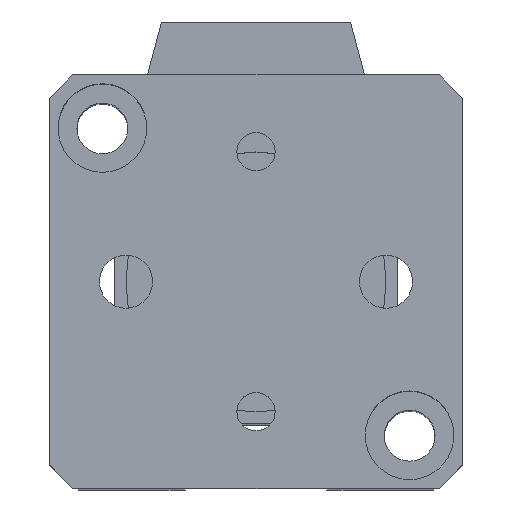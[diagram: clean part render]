
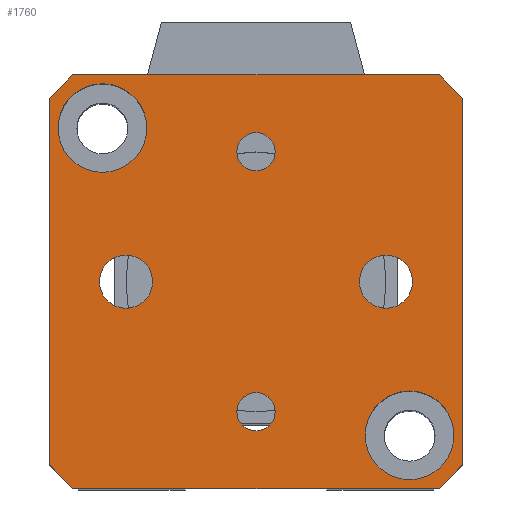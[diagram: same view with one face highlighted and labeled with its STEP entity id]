
A CAD part, top view. The second image highlights one B-rep face of the part: STEP entity #1760.
In plain terms, the highlighted planar face has unit normal (0, 0, 1).
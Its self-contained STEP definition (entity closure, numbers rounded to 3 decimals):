
#153=LINE('',#2889,#293);
#155=LINE('',#2893,#295);
#157=LINE('',#2897,#297);
#159=LINE('',#2901,#299);
#161=LINE('',#2905,#301);
#163=LINE('',#2909,#303);
#165=LINE('',#2913,#305);
#167=LINE('',#2916,#307);
#293=VECTOR('',#2390,31.);
#295=VECTOR('',#2394,2.828);
#297=VECTOR('',#2398,31.);
#299=VECTOR('',#2402,2.828);
#301=VECTOR('',#2406,31.);
#303=VECTOR('',#2410,2.828);
#305=VECTOR('',#2414,31.);
#307=VECTOR('',#2418,2.828);
#380=PLANE('',#1938);
#467=FACE_BOUND('',#735,.T.);
#468=FACE_BOUND('',#736,.T.);
#469=FACE_BOUND('',#737,.T.);
#470=FACE_BOUND('',#738,.T.);
#471=FACE_BOUND('',#739,.T.);
#472=FACE_BOUND('',#740,.T.);
#473=FACE_BOUND('',#741,.T.);
#735=EDGE_LOOP('',(#1579));
#736=EDGE_LOOP('',(#1580));
#737=EDGE_LOOP('',(#1581));
#738=EDGE_LOOP('',(#1582));
#739=EDGE_LOOP('',(#1583));
#740=EDGE_LOOP('',(#1584));
#741=EDGE_LOOP('',(#1585,#1586,#1587,#1588,#1589,#1590,#1591,#1592));
#796=CIRCLE('',#1894,1.621);
#798=CIRCLE('',#1897,1.621);
#803=CIRCLE('',#1905,2.25);
#807=CIRCLE('',#1912,2.25);
#808=CIRCLE('',#1914,3.75);
#810=CIRCLE('',#1917,3.75);
#938=VERTEX_POINT('',#2807);
#940=VERTEX_POINT('',#2812);
#945=VERTEX_POINT('',#2825);
#949=VERTEX_POINT('',#2836);
#950=VERTEX_POINT('',#2839);
#952=VERTEX_POINT('',#2844);
#970=VERTEX_POINT('',#2886);
#971=VERTEX_POINT('',#2888);
#972=VERTEX_POINT('',#2892);
#973=VERTEX_POINT('',#2896);
#974=VERTEX_POINT('',#2900);
#975=VERTEX_POINT('',#2904);
#976=VERTEX_POINT('',#2908);
#977=VERTEX_POINT('',#2912);
#1138=EDGE_CURVE('',#938,#938,#796,.T.);
#1140=EDGE_CURVE('',#940,#940,#798,.T.);
#1145=EDGE_CURVE('',#945,#945,#803,.T.);
#1149=EDGE_CURVE('',#949,#949,#807,.T.);
#1150=EDGE_CURVE('',#950,#950,#808,.T.);
#1152=EDGE_CURVE('',#952,#952,#810,.T.);
#1171=EDGE_CURVE('',#971,#970,#153,.T.);
#1173=EDGE_CURVE('',#972,#971,#155,.T.);
#1175=EDGE_CURVE('',#973,#972,#157,.T.);
#1177=EDGE_CURVE('',#974,#973,#159,.T.);
#1179=EDGE_CURVE('',#975,#974,#161,.T.);
#1181=EDGE_CURVE('',#976,#975,#163,.T.);
#1183=EDGE_CURVE('',#977,#976,#165,.T.);
#1185=EDGE_CURVE('',#970,#977,#167,.T.);
#1579=ORIENTED_EDGE('',*,*,#1138,.T.);
#1580=ORIENTED_EDGE('',*,*,#1140,.T.);
#1581=ORIENTED_EDGE('',*,*,#1145,.T.);
#1582=ORIENTED_EDGE('',*,*,#1149,.T.);
#1583=ORIENTED_EDGE('',*,*,#1150,.T.);
#1584=ORIENTED_EDGE('',*,*,#1152,.T.);
#1585=ORIENTED_EDGE('',*,*,#1185,.T.);
#1586=ORIENTED_EDGE('',*,*,#1183,.T.);
#1587=ORIENTED_EDGE('',*,*,#1181,.T.);
#1588=ORIENTED_EDGE('',*,*,#1179,.T.);
#1589=ORIENTED_EDGE('',*,*,#1177,.T.);
#1590=ORIENTED_EDGE('',*,*,#1175,.T.);
#1591=ORIENTED_EDGE('',*,*,#1173,.T.);
#1592=ORIENTED_EDGE('',*,*,#1171,.T.);
#1760=ADVANCED_FACE('',(#467,#468,#469,#470,#471,#472,#473),#380,.T.);
#1894=AXIS2_PLACEMENT_3D('',#2808,#2305,#2306);
#1897=AXIS2_PLACEMENT_3D('',#2813,#2311,#2312);
#1905=AXIS2_PLACEMENT_3D('',#2826,#2327,#2328);
#1912=AXIS2_PLACEMENT_3D('',#2837,#2341,#2342);
#1914=AXIS2_PLACEMENT_3D('',#2840,#2345,#2346);
#1917=AXIS2_PLACEMENT_3D('',#2845,#2351,#2352);
#1938=AXIS2_PLACEMENT_3D('',#2917,#2419,#2420);
#2305=DIRECTION('center_axis',(0.,0.,-1.));
#2306=DIRECTION('ref_axis',(-1.,0.,0.));
#2311=DIRECTION('center_axis',(0.,0.,-1.));
#2312=DIRECTION('ref_axis',(-1.,0.,0.));
#2327=DIRECTION('center_axis',(0.,0.,-1.));
#2328=DIRECTION('ref_axis',(-1.,0.,0.));
#2341=DIRECTION('center_axis',(0.,0.,-1.));
#2342=DIRECTION('ref_axis',(-1.,0.,0.));
#2345=DIRECTION('center_axis',(0.,0.,-1.));
#2346=DIRECTION('ref_axis',(-1.,0.,0.));
#2351=DIRECTION('center_axis',(0.,0.,-1.));
#2352=DIRECTION('ref_axis',(-1.,0.,0.));
#2390=DIRECTION('',(0.,1.,0.));
#2394=DIRECTION('',(0.707,0.707,0.));
#2398=DIRECTION('',(1.,0.,0.));
#2402=DIRECTION('',(0.707,-0.707,0.));
#2406=DIRECTION('',(0.,-1.,0.));
#2410=DIRECTION('',(-0.707,-0.707,0.));
#2414=DIRECTION('',(-1.,0.,0.));
#2418=DIRECTION('',(-0.707,0.707,0.));
#2419=DIRECTION('center_axis',(0.,0.,1.));
#2420=DIRECTION('ref_axis',(1.,0.,0.));
#2807=CARTESIAN_POINT('',(-9.379,0.,23.5));
#2808=CARTESIAN_POINT('Origin',(-11.,0.,23.5));
#2812=CARTESIAN_POINT('',(12.621,0.,23.5));
#2813=CARTESIAN_POINT('Origin',(11.,0.,23.5));
#2825=CARTESIAN_POINT('',(2.25,-11.,23.5));
#2826=CARTESIAN_POINT('Origin',(0.,-11.,23.5));
#2836=CARTESIAN_POINT('',(2.25,11.,23.5));
#2837=CARTESIAN_POINT('Origin',(0.,11.,23.5));
#2839=CARTESIAN_POINT('',(-9.25,-13.,23.5));
#2840=CARTESIAN_POINT('Origin',(-13.,-13.,23.5));
#2844=CARTESIAN_POINT('',(16.75,13.,23.5));
#2845=CARTESIAN_POINT('Origin',(13.,13.,23.5));
#2886=CARTESIAN_POINT('',(17.5,15.5,23.5));
#2888=CARTESIAN_POINT('',(17.5,-15.5,23.5));
#2889=CARTESIAN_POINT('',(17.5,15.5,23.5));
#2892=CARTESIAN_POINT('',(15.5,-17.5,23.5));
#2893=CARTESIAN_POINT('',(17.5,-15.5,23.5));
#2896=CARTESIAN_POINT('',(-15.5,-17.5,23.5));
#2897=CARTESIAN_POINT('',(15.5,-17.5,23.5));
#2900=CARTESIAN_POINT('',(-17.5,-15.5,23.5));
#2901=CARTESIAN_POINT('',(-15.5,-17.5,23.5));
#2904=CARTESIAN_POINT('',(-17.5,15.5,23.5));
#2905=CARTESIAN_POINT('',(-17.5,-15.5,23.5));
#2908=CARTESIAN_POINT('',(-15.5,17.5,23.5));
#2909=CARTESIAN_POINT('',(-17.5,15.5,23.5));
#2912=CARTESIAN_POINT('',(15.5,17.5,23.5));
#2913=CARTESIAN_POINT('',(-15.5,17.5,23.5));
#2916=CARTESIAN_POINT('',(15.5,17.5,23.5));
#2917=CARTESIAN_POINT('Origin',(0.,0.,
23.5));
